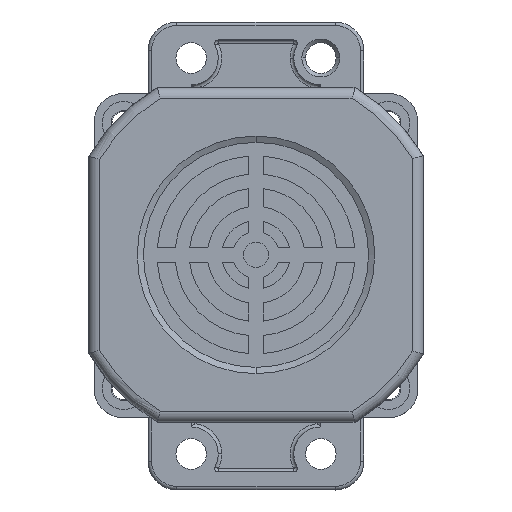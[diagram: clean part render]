
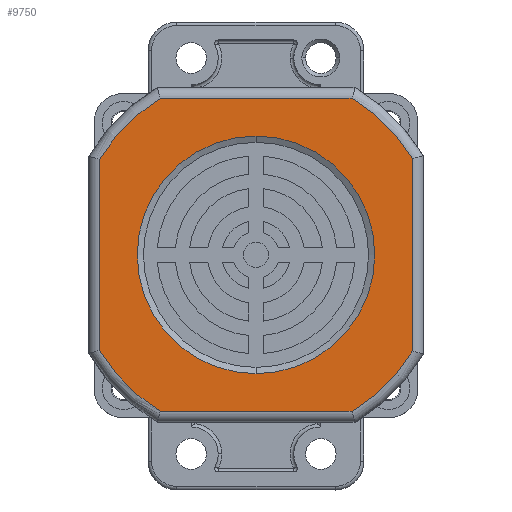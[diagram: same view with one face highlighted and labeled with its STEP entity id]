
A CAD part, top view. The second image highlights one B-rep face of the part: STEP entity #9750.
In plain terms, the highlighted face is planar.
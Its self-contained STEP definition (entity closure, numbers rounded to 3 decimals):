
#143 = LINE ( 'NONE', #20141, #16219 ) ;
#373 = ORIENTED_EDGE ( 'NONE', *, *, #15402, .T. ) ;
#902 = EDGE_LOOP ( 'NONE', ( #17060, #9268, #373, #7669, #12566, #5208, #2320, #17861 ) ) ;
#946 = CARTESIAN_POINT ( 'NONE',  ( 0., 0., 0. ) ) ;
#1280 = CARTESIAN_POINT ( 'NONE',  ( 26.673, 0., 43.5 ) ) ;
#1483 = EDGE_CURVE ( 'NONE', #9368, #5969, #18289, .T. ) ;
#1716 = CARTESIAN_POINT ( 'NONE',  ( 0.05, 0., 0. ) ) ;
#1857 = VERTEX_POINT ( 'NONE', #6769 ) ;
#1956 = EDGE_CURVE ( 'NONE', #10475, #15413, #18268, .T. ) ;
#2002 = EDGE_LOOP ( 'NONE', ( #12333, #14228 ) ) ;
#2087 = CARTESIAN_POINT ( 'NONE',  ( 43.5, 0., -26.705 ) ) ;
#2320 = ORIENTED_EDGE ( 'NONE', *, *, #11320, .T. ) ;
#2400 = DIRECTION ( 'NONE',  ( 0., -1., 0. ) ) ;
#2478 = DIRECTION ( 'NONE',  ( 0., -1., 0. ) ) ;
#2503 = LINE ( 'NONE', #7418, #10279 ) ;
#2520 = DIRECTION ( 'NONE',  ( 0., 0., -1. ) ) ;
#2861 = AXIS2_PLACEMENT_3D ( 'NONE', #3099, #7864, #18725 ) ;
#3099 = CARTESIAN_POINT ( 'NONE',  ( 0.05, 0., 0. ) ) ;
#3284 = DIRECTION ( 'NONE',  ( 0., 0., 1. ) ) ;
#3383 = VERTEX_POINT ( 'NONE', #1280 ) ;
#3804 = CARTESIAN_POINT ( 'NONE',  ( 0., 0., 33. ) ) ;
#3830 = DIRECTION ( 'NONE',  ( 0., -1., 0. ) ) ;
#4111 = CARTESIAN_POINT ( 'NONE',  ( 43.5, 0., 0. ) ) ;
#4166 = CARTESIAN_POINT ( 'NONE',  ( 26.673, 0., -43.5 ) ) ;
#4986 = DIRECTION ( 'NONE',  ( 0., -1., 0. ) ) ;
#5174 = EDGE_CURVE ( 'NONE', #18108, #13312, #143, .T. ) ;
#5208 = ORIENTED_EDGE ( 'NONE', *, *, #8747, .T. ) ;
#5528 = FACE_BOUND ( 'NONE', #2002, .T. ) ;
#5708 = CIRCLE ( 'NONE', #7375, 51. ) ;
#5969 = VERTEX_POINT ( 'NONE', #16459 ) ;
#6769 = CARTESIAN_POINT ( 'NONE',  ( -26.572, 0., 43.5 ) ) ;
#6929 = AXIS2_PLACEMENT_3D ( 'NONE', #11779, #2478, #13378 ) ;
#7375 = AXIS2_PLACEMENT_3D ( 'NONE', #1716, #12600, #3284 ) ;
#7418 = CARTESIAN_POINT ( 'NONE',  ( 0.05, 0., -43.5 ) ) ;
#7496 = CARTESIAN_POINT ( 'NONE',  ( 0., 0., -33. ) ) ;
#7669 = ORIENTED_EDGE ( 'NONE', *, *, #17993, .T. ) ;
#7864 = DIRECTION ( 'NONE',  ( 0., 1., 0. ) ) ;
#8306 = AXIS2_PLACEMENT_3D ( 'NONE', #11684, #2400, #13263 ) ;
#8747 = EDGE_CURVE ( 'NONE', #5969, #3383, #13858, .T. ) ;
#8760 = VERTEX_POINT ( 'NONE', #12706 ) ;
#9006 = DIRECTION ( 'NONE',  ( 1., 0., 0. ) ) ;
#9268 = ORIENTED_EDGE ( 'NONE', *, *, #9880, .T. ) ;
#9368 = VERTEX_POINT ( 'NONE', #2087 ) ;
#9562 = VECTOR ( 'NONE', #10283, 1000. ) ;
#9670 = FACE_OUTER_BOUND ( 'NONE', #902, .T. ) ;
#9750 = ADVANCED_FACE ( 'NONE', ( #9670, #5528 ), #14065, .F. ) ;
#9812 = CARTESIAN_POINT ( 'NONE',  ( 0.05, 0., 43.5 ) ) ;
#9880 = EDGE_CURVE ( 'NONE', #13312, #8760, #19608, .T. ) ;
#10279 = VECTOR ( 'NONE', #9006, 1000. ) ;
#10283 = DIRECTION ( 'NONE',  ( 0., 0., 1. ) ) ;
#10451 = AXIS2_PLACEMENT_3D ( 'NONE', #946, #11820, #2520 ) ;
#10475 = VERTEX_POINT ( 'NONE', #3804 ) ;
#10803 = DIRECTION ( 'NONE',  ( 0., 0., -1. ) ) ;
#11320 = EDGE_CURVE ( 'NONE', #3383, #1857, #16999, .T. ) ;
#11357 = DIRECTION ( 'NONE',  ( -1., 0., 0. ) ) ;
#11684 = CARTESIAN_POINT ( 'NONE',  ( 0., 0., 0. ) ) ;
#11779 = CARTESIAN_POINT ( 'NONE',  ( 0.05, 0., 0. ) ) ;
#11820 = DIRECTION ( 'NONE',  ( 0., -1., 0. ) ) ;
#12054 = CARTESIAN_POINT ( 'NONE',  ( -43.5, 0., 26.54 ) ) ;
#12333 = ORIENTED_EDGE ( 'NONE', *, *, #19851, .F. ) ;
#12566 = ORIENTED_EDGE ( 'NONE', *, *, #1483, .T. ) ;
#12600 = DIRECTION ( 'NONE',  ( 0., -1., 0. ) ) ;
#12706 = CARTESIAN_POINT ( 'NONE',  ( -26.572, 0., -43.5 ) ) ;
#12851 = VECTOR ( 'NONE', #11357, 1000. ) ;
#12877 = CARTESIAN_POINT ( 'NONE',  ( 0.05, 0., 0. ) ) ;
#13263 = DIRECTION ( 'NONE',  ( 0., 0., -1. ) ) ;
#13275 = AXIS2_PLACEMENT_3D ( 'NONE', #12877, #3830, #14722 ) ;
#13312 = VERTEX_POINT ( 'NONE', #19993 ) ;
#13378 = DIRECTION ( 'NONE',  ( 0., 0., 1. ) ) ;
#13858 = CIRCLE ( 'NONE', #16274, 51. ) ;
#14065 = PLANE ( 'NONE',  #2861 ) ;
#14228 = ORIENTED_EDGE ( 'NONE', *, *, #1956, .F. ) ;
#14316 = CARTESIAN_POINT ( 'NONE',  ( 0.05, 0., 0. ) ) ;
#14710 = CIRCLE ( 'NONE', #10451, 33. ) ;
#14722 = DIRECTION ( 'NONE',  ( 0., 0., 1. ) ) ;
#14767 = VERTEX_POINT ( 'NONE', #4166 ) ;
#15000 = EDGE_CURVE ( 'NONE', #1857, #18108, #5708, .T. ) ;
#15402 = EDGE_CURVE ( 'NONE', #8760, #14767, #2503, .T. ) ;
#15413 = VERTEX_POINT ( 'NONE', #7496 ) ;
#15865 = DIRECTION ( 'NONE',  ( 0., 0., 1. ) ) ;
#16219 = VECTOR ( 'NONE', #10803, 1000. ) ;
#16274 = AXIS2_PLACEMENT_3D ( 'NONE', #14316, #4986, #15865 ) ;
#16459 = CARTESIAN_POINT ( 'NONE',  ( 43.5, 0., 26.705 ) ) ;
#16999 = LINE ( 'NONE', #9812, #12851 ) ;
#17060 = ORIENTED_EDGE ( 'NONE', *, *, #5174, .T. ) ;
#17861 = ORIENTED_EDGE ( 'NONE', *, *, #15000, .T. ) ;
#17993 = EDGE_CURVE ( 'NONE', #14767, #9368, #18661, .T. ) ;
#18108 = VERTEX_POINT ( 'NONE', #12054 ) ;
#18268 = CIRCLE ( 'NONE', #8306, 33. ) ;
#18289 = LINE ( 'NONE', #4111, #9562 ) ;
#18661 = CIRCLE ( 'NONE', #6929, 51. ) ;
#18725 = DIRECTION ( 'NONE',  ( 0., 0., 1. ) ) ;
#19608 = CIRCLE ( 'NONE', #13275, 51. ) ;
#19851 = EDGE_CURVE ( 'NONE', #15413, #10475, #14710, .T. ) ;
#19993 = CARTESIAN_POINT ( 'NONE',  ( -43.5, 0., -26.54 ) ) ;
#20141 = CARTESIAN_POINT ( 'NONE',  ( -43.5, 0., 0. ) ) ;
